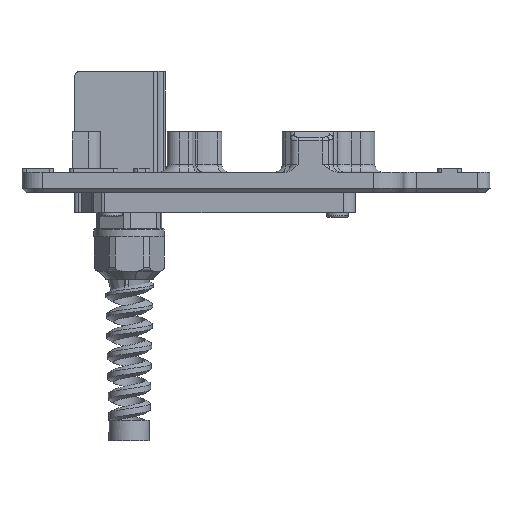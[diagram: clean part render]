
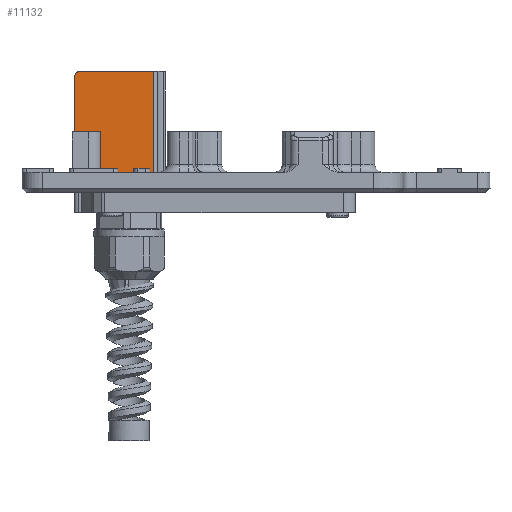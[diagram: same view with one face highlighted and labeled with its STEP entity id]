
A CAD part, left-side view. The second image highlights one B-rep face of the part: STEP entity #11132.
In plain terms, the highlighted face is planar.
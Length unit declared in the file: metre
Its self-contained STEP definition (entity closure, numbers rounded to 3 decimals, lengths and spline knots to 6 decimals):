
#453=PLANE('',#12258);
#1513=LINE('',#26969,#2395);
#1538=LINE('',#27063,#2420);
#1540=LINE('',#27066,#2422);
#1597=LINE('',#28708,#2479);
#1601=LINE('',#28716,#2483);
#1606=LINE('',#28735,#2488);
#2395=VECTOR('',#14863,1.);
#2420=VECTOR('',#14948,1.);
#2422=VECTOR('',#14952,1.);
#2479=VECTOR('',#15123,1.);
#2483=VECTOR('',#15131,1.);
#2488=VECTOR('',#15156,1.);
#5447=ORIENTED_EDGE('',*,*,#7267,.F.);
#5448=ORIENTED_EDGE('',*,*,#7251,.T.);
#5449=ORIENTED_EDGE('',*,*,#7256,.T.);
#5450=ORIENTED_EDGE('',*,*,#7170,.T.);
#5451=ORIENTED_EDGE('',*,*,#7127,.T.);
#5452=ORIENTED_EDGE('',*,*,#7168,.F.);
#5453=ORIENTED_EDGE('',*,*,#7268,.F.);
#7127=EDGE_CURVE('',#8242,#8269,#1513,.T.);
#7168=EDGE_CURVE('',#8297,#8269,#1538,.T.);
#7170=EDGE_CURVE('',#8243,#8242,#1540,.T.);
#7251=EDGE_CURVE('',#8340,#8339,#1597,.T.);
#7256=EDGE_CURVE('',#8339,#8243,#1601,.T.);
#7267=EDGE_CURVE('',#8340,#8345,#8864,.T.);
#7268=EDGE_CURVE('',#8345,#8297,#1606,.T.);
#8242=VERTEX_POINT('',#24951);
#8243=VERTEX_POINT('',#25007);
#8269=VERTEX_POINT('',#26968);
#8297=VERTEX_POINT('',#27062);
#8339=VERTEX_POINT('',#28707);
#8340=VERTEX_POINT('',#28709);
#8345=VERTEX_POINT('',#28734);
#8864=CIRCLE('',#12259,0.0015);
#9558=EDGE_LOOP('',(#5447,#5448,#5449,#5450,#5451,#5452,#5453));
#10300=FACE_BOUND('',#9558,.T.);
#11132=ADVANCED_FACE('',(#10300),#453,.F.);
#12258=AXIS2_PLACEMENT_3D('',#28732,#15152,#15153);
#12259=AXIS2_PLACEMENT_3D('',#28733,#15154,#15155);
#14863=DIRECTION('',(1.,0.,0.));
#14948=DIRECTION('',(0.,0.,-1.));
#14952=DIRECTION('',(1.,0.,0.));
#15123=DIRECTION('',(0.,0.,-1.));
#15131=DIRECTION('',(1.,0.,0.));
#15152=DIRECTION('',(0.,1.,0.));
#15153=DIRECTION('',(0.,0.,1.));
#15154=DIRECTION('',(0.,1.,0.));
#15155=DIRECTION('',(-0.707,0.,0.707));
#15156=DIRECTION('',(1.,0.,0.));
#24951=CARTESIAN_POINT('',(0.289192,0.39328,0.124497));
#25007=CARTESIAN_POINT('',(0.283493,0.39328,0.124497));
#26968=CARTESIAN_POINT('',(0.292248,0.39328,0.124497));
#26969=CARTESIAN_POINT('',(0.302135,0.39328,0.124497));
#27062=CARTESIAN_POINT('',(0.292248,0.39328,0.154497));
#27063=CARTESIAN_POINT('',(0.292248,0.39328,0.154497));
#27066=CARTESIAN_POINT('',(0.302135,0.39328,0.124497));
#28707=CARTESIAN_POINT('',(0.272568,0.39328,0.124498));
#28708=CARTESIAN_POINT('',(0.272568,0.39328,0.116998));
#28709=CARTESIAN_POINT('',(0.272569,0.39328,0.152998));
#28716=CARTESIAN_POINT('',(0.302135,0.39328,0.124497));
#28732=CARTESIAN_POINT('',(0.284068,0.39328,0.114498));
#28733=CARTESIAN_POINT('',(0.274069,0.39328,0.152997));
#28734=CARTESIAN_POINT('',(0.274069,0.39328,0.154497));
#28735=CARTESIAN_POINT('',(0.295487,0.39328,0.154497));
